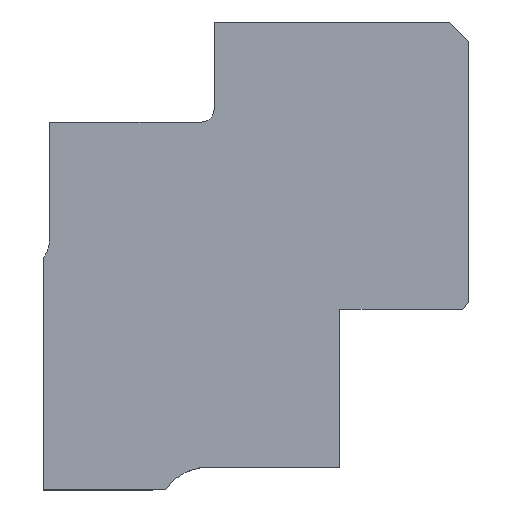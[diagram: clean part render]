
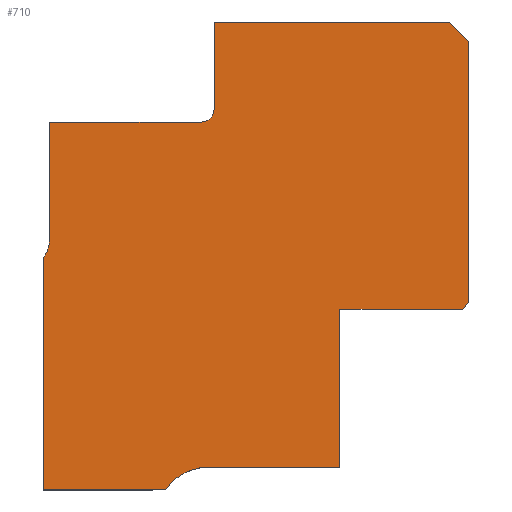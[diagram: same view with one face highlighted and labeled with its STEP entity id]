
A CAD part, top view. The second image highlights one B-rep face of the part: STEP entity #710.
In plain terms, the highlighted planar face has unit normal (0, 0, 1).
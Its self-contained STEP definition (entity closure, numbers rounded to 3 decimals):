
#5 = CARTESIAN_POINT ( 'NONE',  ( 97.663, 0., 1.5 ) ) ;
#11 = CARTESIAN_POINT ( 'NONE',  ( 12.192, -12.192, 1.5 ) ) ;
#13 = EDGE_CURVE ( 'NONE', #406, #268, #323, .T. ) ;
#19 = ORIENTED_EDGE ( 'NONE', *, *, #416, .T. ) ;
#20 = ORIENTED_EDGE ( 'NONE', *, *, #222, .F. ) ;
#21 = LINE ( 'NONE', #11, #567 ) ;
#22 = DIRECTION ( 'NONE',  ( 0., 1., 0. ) ) ;
#23 = VERTEX_POINT ( 'NONE', #205 ) ;
#27 = DIRECTION ( 'NONE',  ( 0., 0., -1. ) ) ;
#28 = ORIENTED_EDGE ( 'NONE', *, *, #364, .T. ) ;
#39 = EDGE_CURVE ( 'NONE', #125, #361, #21, .T. ) ;
#43 = VERTEX_POINT ( 'NONE', #195 ) ;
#50 = PLANE ( 'NONE',  #612 ) ;
#53 = CARTESIAN_POINT ( 'NONE',  ( 95.758, 75.946, 1.5 ) ) ;
#54 = CARTESIAN_POINT ( 'NONE',  ( 97.42, 74.834, 1.5 ) ) ;
#56 = EDGE_CURVE ( 'NONE', #430, #23, #362, .T. ) ;
#57 = DIRECTION ( 'NONE',  ( 0., 0., -1. ) ) ;
#68 = EDGE_CURVE ( 'NONE', #543, #594, #297, .T. ) ;
#69 = CARTESIAN_POINT ( 'NONE',  ( 91.186, 0., 1.5 ) ) ;
#70 = VECTOR ( 'NONE', #244, 1000. ) ;
#74 = CARTESIAN_POINT ( 'NONE',  ( 0., 94.361, 1.5 ) ) ;
#79 = LINE ( 'NONE', #431, #70 ) ;
#86 = CARTESIAN_POINT ( 'NONE',  ( 107.696, 0., 1.5 ) ) ;
#93 = DIRECTION ( 'NONE',  ( -1., 0., 0. ) ) ;
#94 = VERTEX_POINT ( 'NONE', #489 ) ;
#110 = CIRCLE ( 'NONE', #639, 0.5 ) ;
#125 = VERTEX_POINT ( 'NONE', #600 ) ;
#128 = EDGE_CURVE ( 'NONE', #406, #43, #79, .T. ) ;
#137 = DIRECTION ( 'NONE',  ( 0., 1., 0. ) ) ;
#140 = ORIENTED_EDGE ( 'NONE', *, *, #13, .T. ) ;
#146 = ORIENTED_EDGE ( 'NONE', *, *, #253, .T. ) ;
#147 = CIRCLE ( 'NONE', #181, 1. ) ;
#149 = EDGE_CURVE ( 'NONE', #23, #703, #475, .T. ) ;
#164 = ORIENTED_EDGE ( 'NONE', *, *, #731, .T. ) ;
#166 = CARTESIAN_POINT ( 'NONE',  ( 106.934, 94.361, 1.5 ) ) ;
#174 = CARTESIAN_POINT ( 'NONE',  ( 97.163, 90.924, 1.5 ) ) ;
#175 = VECTOR ( 'NONE', #137, 1000. ) ;
#181 = AXIS2_PLACEMENT_3D ( 'NONE', #686, #27, #570 ) ;
#183 = DIRECTION ( 'NONE',  ( 0., -1., 0. ) ) ;
#184 = LINE ( 'NONE', #69, #667 ) ;
#185 = ORIENTED_EDGE ( 'NONE', *, *, #445, .T. ) ;
#195 = CARTESIAN_POINT ( 'NONE',  ( 90.932, 85.09, 1.5 ) ) ;
#205 = CARTESIAN_POINT ( 'NONE',  ( 97.663, 94.361, 1.5 ) ) ;
#220 = ORIENTED_EDGE ( 'NONE', *, *, #128, .F. ) ;
#222 = EDGE_CURVE ( 'NONE', #703, #224, #695, .T. ) ;
#224 = VERTEX_POINT ( 'NONE', #351 ) ;
#225 = VECTOR ( 'NONE', #713, 1000. ) ;
#226 = DIRECTION ( 'NONE',  ( 1., 0., 0. ) ) ;
#235 = ORIENTED_EDGE ( 'NONE', *, *, #68, .F. ) ;
#239 = ORIENTED_EDGE ( 'NONE', *, *, #373, .F. ) ;
#244 = DIRECTION ( 'NONE',  ( 0., 1., 0. ) ) ;
#248 = DIRECTION ( 'NONE',  ( 0.707, 0.707, 0. ) ) ;
#253 = EDGE_CURVE ( 'NONE', #268, #628, #303, .T. ) ;
#257 = CARTESIAN_POINT ( 'NONE',  ( 0., 76.834, 1.5 ) ) ;
#268 = VERTEX_POINT ( 'NONE', #53 ) ;
#269 = VECTOR ( 'NONE', #183, 1000. ) ;
#297 = LINE ( 'NONE', #595, #269 ) ;
#303 = CIRCLE ( 'NONE', #502, 2. ) ;
#304 = DIRECTION ( 'NONE',  ( 0., 1., 0. ) ) ;
#305 = VECTOR ( 'NONE', #22, 1000. ) ;
#309 = DIRECTION ( 'NONE',  ( 1., 0., 0. ) ) ;
#314 = LINE ( 'NONE', #611, #505 ) ;
#323 = LINE ( 'NONE', #500, #508 ) ;
#351 = CARTESIAN_POINT ( 'NONE',  ( 107.696, 93.599, 1.5 ) ) ;
#361 = VERTEX_POINT ( 'NONE', #702 ) ;
#362 = LINE ( 'NONE', #5, #175 ) ;
#364 = EDGE_CURVE ( 'NONE', #430, #534, #110, .T. ) ;
#369 = CARTESIAN_POINT ( 'NONE',  ( 97.163, 90.424, 1.5 ) ) ;
#373 = EDGE_CURVE ( 'NONE', #438, #94, #184, .T. ) ;
#388 = LINE ( 'NONE', #566, #630 ) ;
#392 = CARTESIAN_POINT ( 'NONE',  ( 102.616, 76.834, 1.5 ) ) ;
#399 = FACE_OUTER_BOUND ( 'NONE', #725, .T. ) ;
#406 = VERTEX_POINT ( 'NONE', #432 ) ;
#416 = EDGE_CURVE ( 'NONE', #361, #224, #440, .T. ) ;
#430 = VERTEX_POINT ( 'NONE', #678 ) ;
#431 = CARTESIAN_POINT ( 'NONE',  ( 90.932, 0., 1.5 ) ) ;
#432 = CARTESIAN_POINT ( 'NONE',  ( 90.932, 75.946, 1.5 ) ) ;
#438 = VERTEX_POINT ( 'NONE', #672 ) ;
#440 = LINE ( 'NONE', #86, #305 ) ;
#445 = EDGE_CURVE ( 'NONE', #543, #125, #314, .T. ) ;
#446 = CARTESIAN_POINT ( 'NONE',  ( 102.616, 83.058, 1.5 ) ) ;
#449 = DIRECTION ( 'NONE',  ( 1., 0., 0. ) ) ;
#453 = ORIENTED_EDGE ( 'NONE', *, *, #149, .F. ) ;
#459 = DIRECTION ( 'NONE',  ( 0., 0., 1. ) ) ;
#472 = CARTESIAN_POINT ( 'NONE',  ( 100.648, 100.648, 1.5 ) ) ;
#475 = LINE ( 'NONE', #74, #225 ) ;
#489 = CARTESIAN_POINT ( 'NONE',  ( 91.186, 90.424, 1.5 ) ) ;
#500 = CARTESIAN_POINT ( 'NONE',  ( 0., 75.946, 1.5 ) ) ;
#502 = AXIS2_PLACEMENT_3D ( 'NONE', #54, #57, #226 ) ;
#505 = VECTOR ( 'NONE', #309, 1000. ) ;
#508 = VECTOR ( 'NONE', #679, 1000. ) ;
#519 = ORIENTED_EDGE ( 'NONE', *, *, #39, .T. ) ;
#533 = DIRECTION ( 'NONE',  ( 0., 0., -1. ) ) ;
#534 = VERTEX_POINT ( 'NONE', #369 ) ;
#543 = VERTEX_POINT ( 'NONE', #446 ) ;
#566 = CARTESIAN_POINT ( 'NONE',  ( 0., 90.424, 1.5 ) ) ;
#567 = VECTOR ( 'NONE', #248, 1000. ) ;
#570 = DIRECTION ( 'NONE',  ( 1., 0., 0. ) ) ;
#571 = ORIENTED_EDGE ( 'NONE', *, *, #627, .T. ) ;
#572 = EDGE_CURVE ( 'NONE', #534, #94, #388, .T. ) ;
#591 = VECTOR ( 'NONE', #697, 1000. ) ;
#594 = VERTEX_POINT ( 'NONE', #392 ) ;
#595 = CARTESIAN_POINT ( 'NONE',  ( 102.616, 0., 1.5 ) ) ;
#598 = VECTOR ( 'NONE', #644, 1000. ) ;
#600 = CARTESIAN_POINT ( 'NONE',  ( 107.442, 83.058, 1.5 ) ) ;
#611 = CARTESIAN_POINT ( 'NONE',  ( 0., 83.058, 1.5 ) ) ;
#612 = AXIS2_PLACEMENT_3D ( 'NONE', #636, #459, #449 ) ;
#627 = EDGE_CURVE ( 'NONE', #628, #594, #732, .T. ) ;
#628 = VERTEX_POINT ( 'NONE', #749 ) ;
#630 = VECTOR ( 'NONE', #93, 1000. ) ;
#636 = CARTESIAN_POINT ( 'NONE',  ( 0., 0., 1.5 ) ) ;
#639 = AXIS2_PLACEMENT_3D ( 'NONE', #174, #533, #645 ) ;
#644 = DIRECTION ( 'NONE',  ( 0.707, -0.707, 0. ) ) ;
#645 = DIRECTION ( 'NONE',  ( 1., 0., 0. ) ) ;
#667 = VECTOR ( 'NONE', #304, 1000. ) ;
#672 = CARTESIAN_POINT ( 'NONE',  ( 91.186, 85.756, 1.5 ) ) ;
#678 = CARTESIAN_POINT ( 'NONE',  ( 97.663, 90.924, 1.5 ) ) ;
#679 = DIRECTION ( 'NONE',  ( 1., 0., 0. ) ) ;
#686 = CARTESIAN_POINT ( 'NONE',  ( 90.186, 85.756, 1.5 ) ) ;
#695 = LINE ( 'NONE', #472, #598 ) ;
#697 = DIRECTION ( 'NONE',  ( 1., 0., 0. ) ) ;
#702 = CARTESIAN_POINT ( 'NONE',  ( 107.696, 83.312, 1.5 ) ) ;
#703 = VERTEX_POINT ( 'NONE', #166 ) ;
#710 = ADVANCED_FACE ( 'NONE', ( #399 ), #50, .T. ) ;
#713 = DIRECTION ( 'NONE',  ( 1., 0., 0. ) ) ;
#717 = ORIENTED_EDGE ( 'NONE', *, *, #572, .T. ) ;
#725 = EDGE_LOOP ( 'NONE', ( #748, #28, #717, #239, #164, #220, #140, #146, #571, #235, #185, #519, #19, #20, #453 ) ) ;
#731 = EDGE_CURVE ( 'NONE', #438, #43, #147, .T. ) ;
#732 = LINE ( 'NONE', #257, #591 ) ;
#748 = ORIENTED_EDGE ( 'NONE', *, *, #56, .F. ) ;
#749 = CARTESIAN_POINT ( 'NONE',  ( 97.42, 76.834, 1.5 ) ) ;
